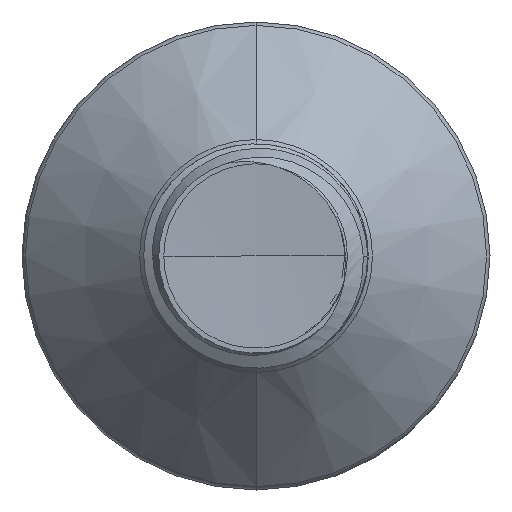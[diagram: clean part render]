
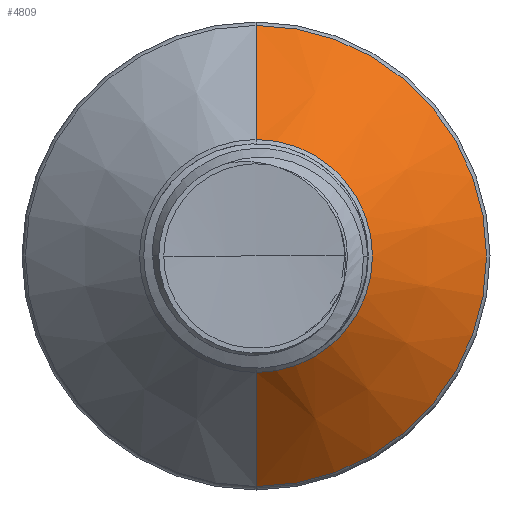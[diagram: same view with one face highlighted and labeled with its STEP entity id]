
A CAD part, front view. The second image highlights one B-rep face of the part: STEP entity #4809.
In plain terms, the highlighted conical face has half-angle 45 degrees and reference radius 1.817 mm.
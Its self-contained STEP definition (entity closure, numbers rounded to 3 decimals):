
#518 = VERTEX_POINT ( 'NONE', #22298 ) ;
#1660 = CARTESIAN_POINT ( 'NONE',  ( 0., 7.939, 0. ) ) ;
#1785 = CARTESIAN_POINT ( 'NONE',  ( 0., 9.718, -3.596 ) ) ;
#2094 = EDGE_CURVE ( 'NONE', #518, #5084, #8426, .T. ) ;
#2491 = CARTESIAN_POINT ( 'NONE',  ( 0., 7.939, -1.817 ) ) ;
#3078 = DIRECTION ( 'NONE',  ( 0., 1., 0. ) ) ;
#3114 = DIRECTION ( 'NONE',  ( 0., 0., 1. ) ) ;
#3151 = CARTESIAN_POINT ( 'NONE',  ( 0., 7.939, 0. ) ) ;
#3619 = AXIS2_PLACEMENT_3D ( 'NONE', #1660, #15333, #3638 ) ;
#3638 = DIRECTION ( 'NONE',  ( 0., 0., 1. ) ) ;
#3729 = VECTOR ( 'NONE', #12167, 1000. ) ;
#3904 = CARTESIAN_POINT ( 'NONE',  ( 0., 7.939, 1.817 ) ) ;
#4578 = VERTEX_POINT ( 'NONE', #3904 ) ;
#4809 = ADVANCED_FACE ( 'NONE', ( #12023 ), #20366, .T. ) ;
#4851 = ORIENTED_EDGE ( 'NONE', *, *, #7844, .T. ) ;
#5084 = VERTEX_POINT ( 'NONE', #1785 ) ;
#6116 = CARTESIAN_POINT ( 'NONE',  ( 0., 7.939, 1.817 ) ) ;
#6941 = VERTEX_POINT ( 'NONE', #2491 ) ;
#7844 = EDGE_CURVE ( 'NONE', #6941, #5084, #9259, .T. ) ;
#8426 = CIRCLE ( 'NONE', #16124, 3.596 ) ;
#9259 = LINE ( 'NONE', #18471, #15099 ) ;
#10081 = LINE ( 'NONE', #6116, #3729 ) ;
#10871 = EDGE_CURVE ( 'NONE', #4578, #6941, #16788, .T. ) ;
#11760 = EDGE_LOOP ( 'NONE', ( #12720, #4851, #21399, #14767 ) ) ;
#12023 = FACE_OUTER_BOUND ( 'NONE', #11760, .T. ) ;
#12167 = DIRECTION ( 'NONE',  ( 0., 0.707, 0.707 ) ) ;
#12720 = ORIENTED_EDGE ( 'NONE', *, *, #10871, .T. ) ;
#13041 = DIRECTION ( 'NONE',  ( 0., 0.707, -0.707 ) ) ;
#14155 = DIRECTION ( 'NONE',  ( 0., 0., 1. ) ) ;
#14177 = DIRECTION ( 'NONE',  ( 0., 1., 0. ) ) ;
#14186 = CARTESIAN_POINT ( 'NONE',  ( 0., 9.718, 0. ) ) ;
#14767 = ORIENTED_EDGE ( 'NONE', *, *, #21807, .F. ) ;
#15099 = VECTOR ( 'NONE', #13041, 1000. ) ;
#15333 = DIRECTION ( 'NONE',  ( 0., 1., 0. ) ) ;
#16124 = AXIS2_PLACEMENT_3D ( 'NONE', #14186, #14177, #14155 ) ;
#16788 = CIRCLE ( 'NONE', #3619, 1.817 ) ;
#18471 = CARTESIAN_POINT ( 'NONE',  ( 0., 7.939, -1.817 ) ) ;
#18696 = AXIS2_PLACEMENT_3D ( 'NONE', #3151, #3078, #3114 ) ;
#20366 = CONICAL_SURFACE ( 'NONE', #18696, 1.817, 0.785 ) ;
#21399 = ORIENTED_EDGE ( 'NONE', *, *, #2094, .F. ) ;
#21807 = EDGE_CURVE ( 'NONE', #4578, #518, #10081, .T. ) ;
#22298 = CARTESIAN_POINT ( 'NONE',  ( 0., 9.718, 3.596 ) ) ;
